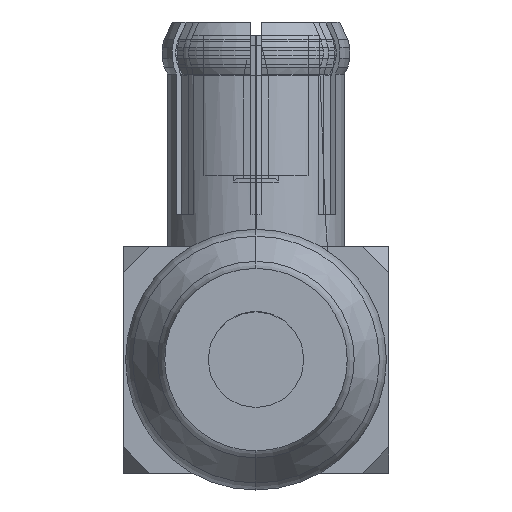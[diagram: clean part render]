
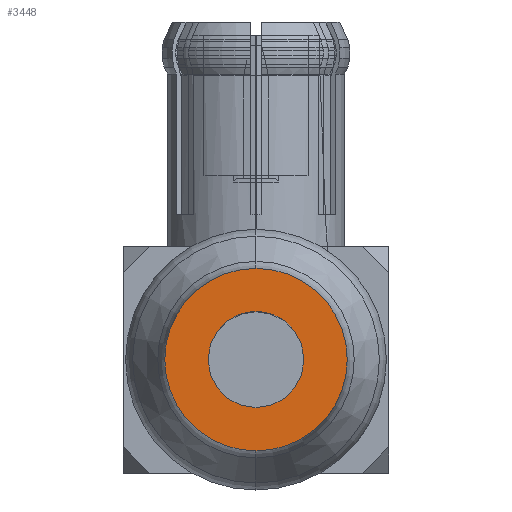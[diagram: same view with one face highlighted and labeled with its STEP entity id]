
A CAD part, front view. The second image highlights one B-rep face of the part: STEP entity #3448.
In plain terms, the highlighted planar face has unit normal (0, -1, 0).
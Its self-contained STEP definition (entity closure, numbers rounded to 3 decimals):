
#9 = VERTEX_POINT ( 'NONE', #5883 ) ;
#585 = AXIS2_PLACEMENT_3D ( 'NONE', #5903, #3002, #7227 ) ;
#594 = ORIENTED_EDGE ( 'NONE', *, *, #5150, .T. ) ;
#605 = CARTESIAN_POINT ( 'NONE',  ( 0., -13.6, 0. ) ) ;
#612 = VERTEX_POINT ( 'NONE', #1314 ) ;
#721 = DIRECTION ( 'NONE',  ( 0., 1., 0. ) ) ;
#1172 = DIRECTION ( 'NONE',  ( 0., 1., 0. ) ) ;
#1311 = AXIS2_PLACEMENT_3D ( 'NONE', #6159, #721, #3779 ) ;
#1314 = CARTESIAN_POINT ( 'NONE',  ( 0., -13.6, 0.92 ) ) ;
#1485 = VERTEX_POINT ( 'NONE', #6140 ) ;
#2206 = CIRCLE ( 'NONE', #585, 0.92 ) ;
#2275 = ORIENTED_EDGE ( 'NONE', *, *, #4588, .F. ) ;
#2328 = FACE_BOUND ( 'NONE', #6427, .T. ) ;
#2380 = AXIS2_PLACEMENT_3D ( 'NONE', #4756, #1172, #5394 ) ;
#2684 = AXIS2_PLACEMENT_3D ( 'NONE', #7253, #4991, #4414 ) ;
#3002 = DIRECTION ( 'NONE',  ( 0., 1., 0. ) ) ;
#3260 = ORIENTED_EDGE ( 'NONE', *, *, #6911, .T. ) ;
#3448 = ADVANCED_FACE ( 'Defeature ausgef�hrt2_7', ( #2328, #4817 ), #4858, .T. ) ;
#3557 = DIRECTION ( 'NONE',  ( 0., 0., 1. ) ) ;
#3600 = EDGE_CURVE ( 'Defeature ausgef�hrt2_6+Defeature ausgef�hrt2_7+Defeature ausgef�hrt2_7+Defeature ausgef�hrt2_7', #9, #1485, #4350, .T. ) ;
#3779 = DIRECTION ( 'NONE',  ( 0., 0., -1. ) ) ;
#4036 = CIRCLE ( 'NONE', #1311, 0.92 ) ;
#4111 = EDGE_LOOP ( 'NONE', ( #2275, #4794 ) ) ;
#4334 = AXIS2_PLACEMENT_3D ( 'NONE', #605, #5419, #3557 ) ;
#4350 = CIRCLE ( 'NONE', #4334, 1.75 ) ;
#4414 = DIRECTION ( 'NONE',  ( 0., 0., -1. ) ) ;
#4588 = EDGE_CURVE ( 'Defeature ausgef�hrt2_6+Defeature ausgef�hrt2_7+Defeature ausgef�hrt2_7+Defeature ausgef�hrt2_7', #1485, #9, #7821, .T. ) ;
#4756 = CARTESIAN_POINT ( 'NONE',  ( 0., -13.6, 0. ) ) ;
#4794 = ORIENTED_EDGE ( 'NONE', *, *, #3600, .F. ) ;
#4817 = FACE_OUTER_BOUND ( 'NONE', #4111, .T. ) ;
#4858 = PLANE ( 'NONE',  #2684 ) ;
#4991 = DIRECTION ( 'NONE',  ( 0., -1., 0. ) ) ;
#5150 = EDGE_CURVE ( 'Defeature ausgef�hrt2_7+Defeature ausgef�hrt2_0+Defeature ausgef�hrt2_0+Defeature ausgef�hrt2_0', #7600, #612, #2206, .T. ) ;
#5394 = DIRECTION ( 'NONE',  ( 0., 0., 1. ) ) ;
#5419 = DIRECTION ( 'NONE',  ( 0., 1., 0. ) ) ;
#5883 = CARTESIAN_POINT ( 'NONE',  ( 0., -13.6, -1.75 ) ) ;
#5903 = CARTESIAN_POINT ( 'NONE',  ( 0., -13.6, 0. ) ) ;
#6140 = CARTESIAN_POINT ( 'NONE',  ( 0., -13.6, 1.75 ) ) ;
#6159 = CARTESIAN_POINT ( 'NONE',  ( 0., -13.6, 0. ) ) ;
#6427 = EDGE_LOOP ( 'NONE', ( #3260, #594 ) ) ;
#6911 = EDGE_CURVE ( 'Defeature ausgef�hrt2_7+Defeature ausgef�hrt2_0+Defeature ausgef�hrt2_0+Defeature ausgef�hrt2_0', #612, #7600, #4036, .T. ) ;
#7227 = DIRECTION ( 'NONE',  ( 0., 0., -1. ) ) ;
#7253 = CARTESIAN_POINT ( 'NONE',  ( -1.75, -13.6, 0. ) ) ;
#7542 = CARTESIAN_POINT ( 'NONE',  ( 0., -13.6, -0.92 ) ) ;
#7600 = VERTEX_POINT ( 'NONE', #7542 ) ;
#7821 = CIRCLE ( 'NONE', #2380, 1.75 ) ;
